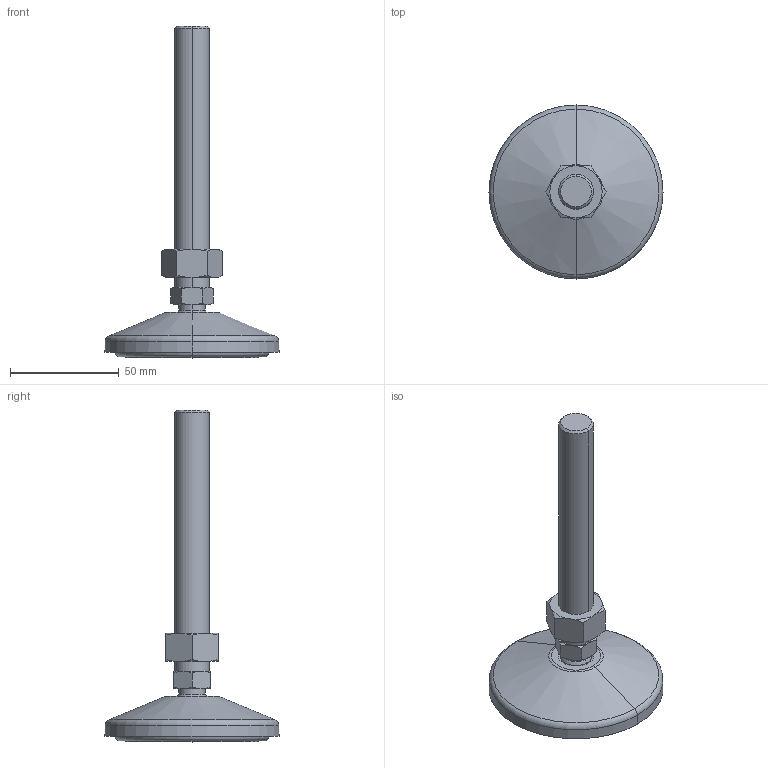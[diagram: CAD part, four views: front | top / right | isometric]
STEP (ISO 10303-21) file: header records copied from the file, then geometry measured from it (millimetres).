
FILE_DESCRIPTION(('STEP AP214'),'1');
FILE_NAME('00006276_201804131350330168_0002.stp','2018-04-13T11:50:33',('MiniTec Maschinenbau GmbH & Co.KG'),(''),'Spatial InterOp 3D postprocessed',' ',' ');
FILE_SCHEMA(('AUTOMOTIVE_DESIGN'));
Length unit declared in the file: millimetre
Products named in the file (3): 21- Foot M16 D80 L=152,5_1_1; 21- Foot M16 D80 L=152,5_1_2; 21- Foot M16 D80 L=152,5_1_3
Bounding box: 80 x 80 x 152.55 mm (x, y, z)
Volume: 100948.5 mm3; surface area: 22387.7 mm2
Topology: 3 solids, 3 shells, 75 faces, 158 edges, 91 vertices
Faces by surface type: cone 32, plane 21, torus 12, cylinder 10
Entity records: 2322 total; most frequent: CARTESIAN_POINT 517, DIRECTION 342, ORIENTED_EDGE 312, AXIS2_PLACEMENT_3D 156, EDGE_CURVE 156, VERTEX_POINT 91, EDGE_LOOP 83, STYLED_ITEM 78
